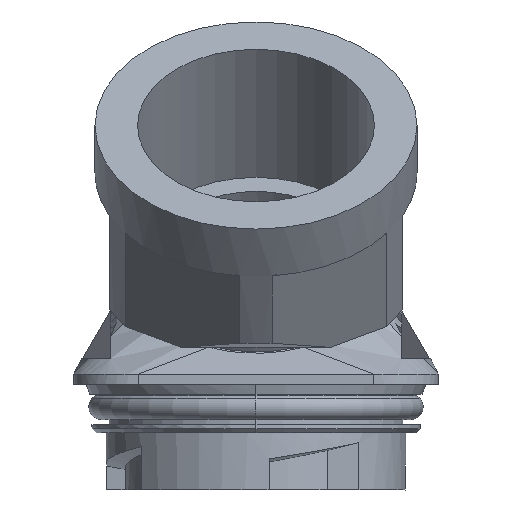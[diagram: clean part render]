
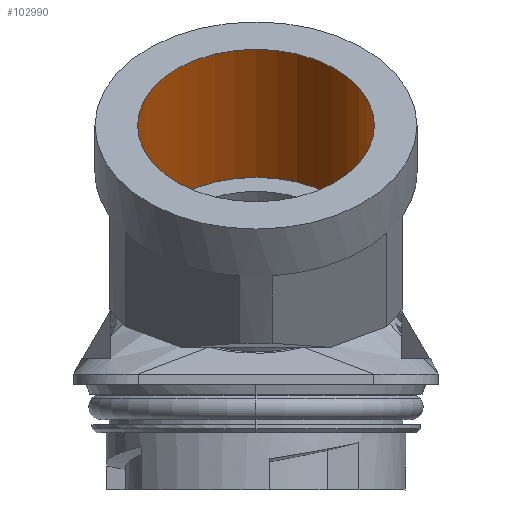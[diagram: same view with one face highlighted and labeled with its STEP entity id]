
A CAD part, front view. The second image highlights one B-rep face of the part: STEP entity #102990.
In plain terms, the highlighted cylindrical face has radius 11.7 mm (diameter 23.4 mm), a partial arc.
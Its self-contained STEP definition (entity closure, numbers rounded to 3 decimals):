
#210=CARTESIAN_POINT('',(-168.09,0.001,
-18.7));
#220=DIRECTION('',(0.,0.,1.));
#230=DIRECTION('',(0.,1.,0.));
#240=AXIS2_PLACEMENT_3D('',#210,#220,#230);
#250=CIRCLE('',#240,11.7);
#260=CARTESIAN_POINT('',(-168.09,11.701,
-18.7));
#270=VERTEX_POINT('',#260);
#280=CARTESIAN_POINT('',(-168.09,-11.699,
-18.7));
#290=VERTEX_POINT('',#280);
#300=EDGE_CURVE('',#270,#290,#250,.T.);
#5410=CARTESIAN_POINT('',(-168.09,11.701,
-18.7));
#5420=DIRECTION('',(0.,0.,1.));
#5430=VECTOR('',#5420,1.);
#5440=LINE('',#5410,#5430);
#5450=CARTESIAN_POINT('',(-168.09,11.701,
-35.2));
#5460=VERTEX_POINT('',#5450);
#5470=EDGE_CURVE('',#5460,#270,#5440,.T.);
#5500=CARTESIAN_POINT('',(-168.09,-11.699,
-18.7));
#5510=DIRECTION('',(0.,0.,1.));
#5520=VECTOR('',#5510,1.);
#5530=LINE('',#5500,#5520);
#5540=CARTESIAN_POINT('',(-168.09,-11.699,
-35.2));
#5550=VERTEX_POINT('',#5540);
#5560=EDGE_CURVE('',#5550,#290,#5530,.T.);
#5580=CARTESIAN_POINT('',(-168.09,0.001,
-35.2));
#5590=DIRECTION('',(0.,0.,1.));
#5600=DIRECTION('',(0.,1.,0.));
#5610=AXIS2_PLACEMENT_3D('',#5580,#5590,#5600);
#5620=CIRCLE('',#5610,11.7);
#5950=EDGE_CURVE('',#5460,#5550,#5620,.T.);
#102880=CARTESIAN_POINT('',(-168.09,0.001,
-18.7));
#102890=DIRECTION('',(0.,0.,1.));
#102900=DIRECTION('',(0.,1.,0.));
#102910=AXIS2_PLACEMENT_3D('',#102880,#102890,#102900);
#102920=CYLINDRICAL_SURFACE('',#102910,11.7);
#102930=ORIENTED_EDGE('',*,*,#5950,.F.);
#102940=ORIENTED_EDGE('',*,*,#5560,.F.);
#102950=ORIENTED_EDGE('',*,*,#300,.T.);
#102960=ORIENTED_EDGE('',*,*,#5470,.T.);
#102970=EDGE_LOOP('',(#102960,#102950,#102940,#102930));
#102980=FACE_OUTER_BOUND('',#102970,.T.);
#102990=ADVANCED_FACE('',(#102980),#102920,.F.);
